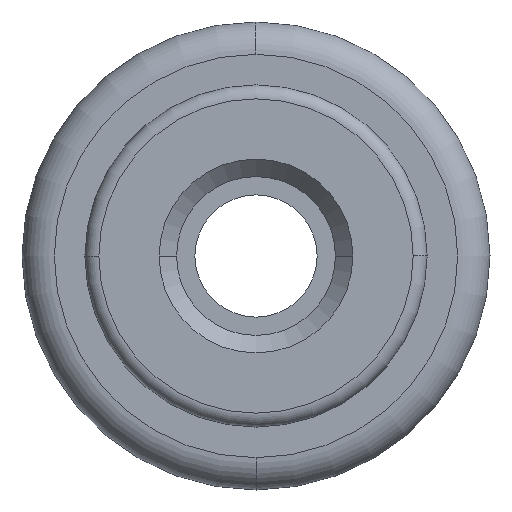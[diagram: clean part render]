
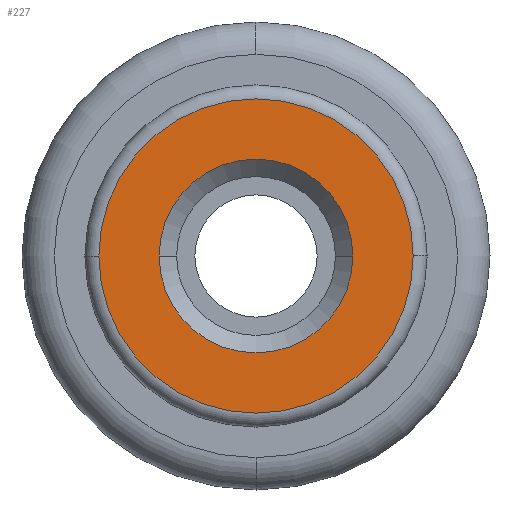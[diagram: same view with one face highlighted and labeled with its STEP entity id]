
A CAD part, front view. The second image highlights one B-rep face of the part: STEP entity #227.
In plain terms, the highlighted planar face has unit normal (0, -1, 0).
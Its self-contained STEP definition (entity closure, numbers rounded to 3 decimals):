
#227=ADVANCED_FACE('',(#480,#481),#482,.T.);
#480=FACE_BOUND('',#751,.T.);
#481=FACE_OUTER_BOUND('',#752,.T.);
#482=PLANE('',#753);
#751=EDGE_LOOP('',(#1345,#1346));
#752=EDGE_LOOP('',(#1347,#1348));
#753=AXIS2_PLACEMENT_3D('',#1349,#1350,#1351);
#1345=ORIENTED_EDGE('',*,*,#1795,.T.);
#1346=ORIENTED_EDGE('',*,*,#1577,.T.);
#1347=ORIENTED_EDGE('',*,*,#1799,.F.);
#1348=ORIENTED_EDGE('',*,*,#1800,.F.);
#1349=CARTESIAN_POINT('',(4.5,0.0,0.0));
#1350=DIRECTION('',(-0.0,-1.0,-0.0));
#1351=DIRECTION('',(-1.0,0.0,0.0));
#1577=EDGE_CURVE('',#1865,#1869,#1871,.T.);
#1795=EDGE_CURVE('',#1869,#1865,#2191,.T.);
#1799=EDGE_CURVE('',#2195,#2196,#2197,.T.);
#1800=EDGE_CURVE('',#2196,#2195,#2198,.T.);
#1865=VERTEX_POINT('',#2268);
#1869=VERTEX_POINT('',#2273);
#1871=CIRCLE('',#2276,5.55);
#2191=CIRCLE('',#2840,5.55);
#2195=VERTEX_POINT('',#2855);
#2196=VERTEX_POINT('',#2856);
#2197=CIRCLE('',#2857,9.0);
#2198=CIRCLE('',#2858,9.0);
#2268=CARTESIAN_POINT('',(5.55,0.0,0.));
#2273=CARTESIAN_POINT('',(-5.55,0.0,0.));
#2276=AXIS2_PLACEMENT_3D('',#2966,#2967,#2968);
#2840=AXIS2_PLACEMENT_3D('',#3347,#3348,#3349);
#2855=CARTESIAN_POINT('',(9.0,0.0,0.0));
#2856=CARTESIAN_POINT('',(-9.0,0.0,0.));
#2857=AXIS2_PLACEMENT_3D('',#3350,#3351,#3352);
#2858=AXIS2_PLACEMENT_3D('',#3353,#3354,#3355);
#2966=CARTESIAN_POINT('',(0.0,0.0,0.0));
#2967=DIRECTION('',(-0.0,1.0,0.0));
#2968=DIRECTION('',(1.0,0.0,0.0));
#3347=CARTESIAN_POINT('',(0.0,0.0,0.0));
#3348=DIRECTION('',(-0.0,1.0,0.0));
#3349=DIRECTION('',(1.0,0.0,0.0));
#3350=CARTESIAN_POINT('',(0.0,0.0,0.0));
#3351=DIRECTION('',(-0.0,1.0,0.0));
#3352=DIRECTION('',(1.0,0.0,0.0));
#3353=CARTESIAN_POINT('',(0.0,0.0,0.0));
#3354=DIRECTION('',(-0.0,1.0,0.0));
#3355=DIRECTION('',(1.0,0.0,0.0));
